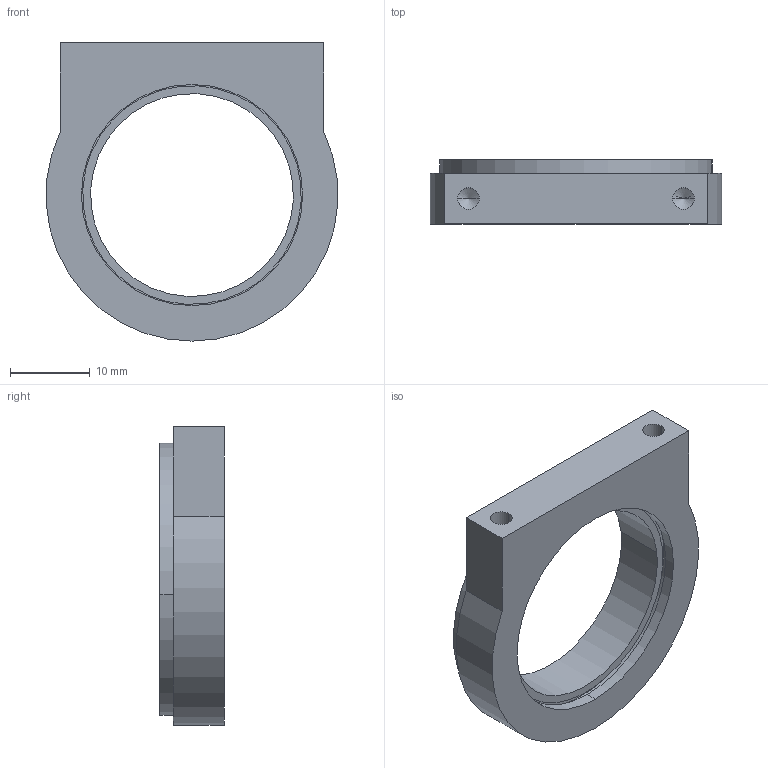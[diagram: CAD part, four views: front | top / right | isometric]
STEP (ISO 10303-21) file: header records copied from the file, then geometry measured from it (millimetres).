
FILE_DESCRIPTION (( 'STEP AP203' ), '1' );
FILE_NAME ('535170 assembly.STEP', '2014-07-08T19:00:25', ( 'Kyle' ), ( 'Microsoft' ), 'SwSTEP 2.0', 'SolidWorks 2014', '' );
FILE_SCHEMA (( 'CONFIG_CONTROL_DESIGN' ));
Length unit declared in the file: inch
Products named in the file (3): 1 x 1.245 thin bearing; 535170 assembly; 535170
Assembly tree (2 placements, depth 2):
  535170 assembly
    535170
    1 x 1.245 thin bearing
Bounding box: 36.51 x 8.06 x 37.34 mm (x, y, z)
Volume: 4449.8 mm3; surface area: 4991.8 mm2
Topology: 2 solids, 2 shells, 41 faces, 89 edges, 56 vertices
Faces by surface type: cylinder 24, plane 13, cone 4
Entity records: 1430 total; most frequent: DIRECTION 225, CARTESIAN_POINT 187, ORIENTED_EDGE 170, AXIS2_PLACEMENT_3D 94, EDGE_CURVE 85, VERTEX_POINT 56, EDGE_LOOP 53, CIRCLE 48
